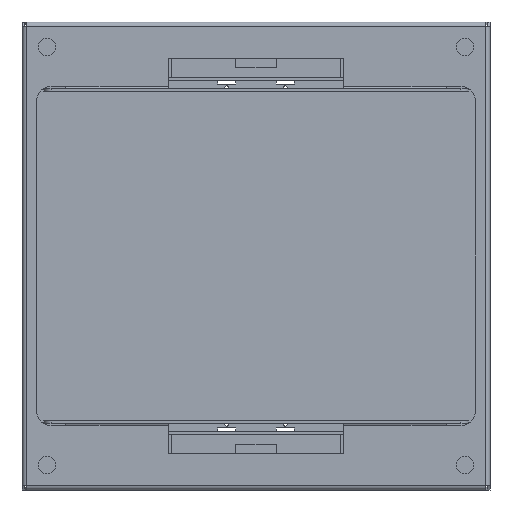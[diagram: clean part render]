
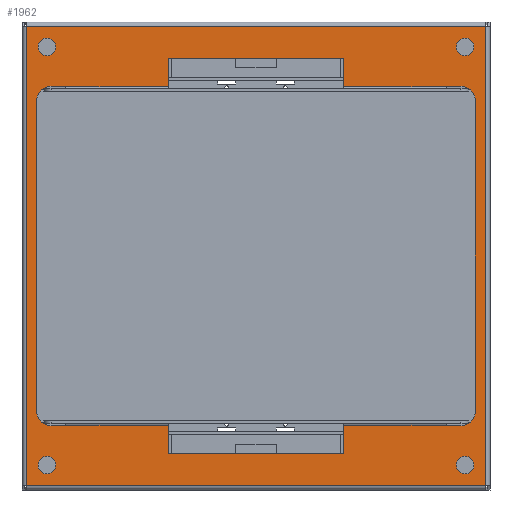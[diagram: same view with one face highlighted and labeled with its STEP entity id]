
A CAD part, front view. The second image highlights one B-rep face of the part: STEP entity #1962.
In plain terms, the highlighted planar face has unit normal (0, -1, 0).
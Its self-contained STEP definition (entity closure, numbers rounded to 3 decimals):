
#369=DIRECTION('',(1.,0.,0.));
#370=VECTOR('',#369,120.);
#371=CARTESIAN_POINT('',(-60.,0.,-135.));
#372=LINE('',#371,#370);
#373=DIRECTION('',(0.,0.,-1.));
#374=VECTOR('',#373,0.3);
#375=CARTESIAN_POINT('',(130.,0.,-115.7));
#376=LINE('',#375,#374);
#377=DIRECTION('',(1.,0.,0.));
#378=VECTOR('',#377,10.);
#379=CARTESIAN_POINT('',(130.,0.,-116.));
#380=LINE('',#379,#378);
#381=CARTESIAN_POINT('',(140.,0.,-106.));
#382=DIRECTION('',(0.,-1.,0.));
#383=DIRECTION('',(0.,0.,-1.));
#384=AXIS2_PLACEMENT_3D('',#381,#382,#383);
#386=CARTESIAN_POINT('',(140.,0.,106.));
#387=DIRECTION('',(0.,-1.,0.));
#388=DIRECTION('',(1.,0.,0.));
#389=AXIS2_PLACEMENT_3D('',#386,#387,#388);
#391=DIRECTION('',(0.,0.,1.));
#392=VECTOR('',#391,19.3);
#393=CARTESIAN_POINT('',(60.,0.,115.7));
#394=LINE('',#393,#392);
#395=DIRECTION('',(-1.,0.,0.));
#396=VECTOR('',#395,120.);
#397=CARTESIAN_POINT('',(60.,0.,135.));
#398=LINE('',#397,#396);
#399=DIRECTION('',(0.,0.,1.));
#400=VECTOR('',#399,0.3);
#401=CARTESIAN_POINT('',(-130.,0.,115.7));
#402=LINE('',#401,#400);
#403=DIRECTION('',(-1.,0.,0.));
#404=VECTOR('',#403,10.);
#405=CARTESIAN_POINT('',(-130.,0.,116.));
#406=LINE('',#405,#404);
#407=CARTESIAN_POINT('',(-140.,0.,106.));
#408=DIRECTION('',(0.,-1.,0.));
#409=DIRECTION('',(0.,0.,1.));
#410=AXIS2_PLACEMENT_3D('',#407,#408,#409);
#412=DIRECTION('',(0.,0.,-1.));
#413=VECTOR('',#412,212.);
#414=CARTESIAN_POINT('',(-150.,0.,106.));
#415=LINE('',#414,#413);
#416=CARTESIAN_POINT('',(-140.,0.,-106.));
#417=DIRECTION('',(0.,-1.,0.));
#418=DIRECTION('',(-1.,0.,0.));
#419=AXIS2_PLACEMENT_3D('',#416,#417,#418);
#421=DIRECTION('',(0.,0.,-1.));
#422=VECTOR('',#421,19.3);
#423=CARTESIAN_POINT('',(-60.,0.,-115.7));
#424=LINE('',#423,#422);
#429=DIRECTION('',(-1.,0.,0.));
#430=VECTOR('',#429,314.);
#431=CARTESIAN_POINT('',(157.,0.,157.));
#432=LINE('',#431,#430);
#577=DIRECTION('',(1.,0.,0.));
#578=VECTOR('',#577,314.);
#579=CARTESIAN_POINT('',(-157.,0.,-157.));
#580=LINE('',#579,#578);
#617=DIRECTION('',(0.,0.,1.));
#618=VECTOR('',#617,314.);
#619=CARTESIAN_POINT('',(157.,0.,-157.));
#620=LINE('',#619,#618);
#833=DIRECTION('',(0.,0.,-1.));
#834=VECTOR('',#833,314.);
#835=CARTESIAN_POINT('',(-157.,0.,157.));
#836=LINE('',#835,#834);
#1073=DIRECTION('',(1.,0.,0.));
#1074=VECTOR('',#1073,70.);
#1075=CARTESIAN_POINT('',(60.,0.,115.7));
#1076=LINE('',#1075,#1074);
#1081=DIRECTION('',(0.,0.,1.));
#1082=VECTOR('',#1081,0.3);
#1083=CARTESIAN_POINT('',(130.,0.,115.7));
#1084=LINE('',#1083,#1082);
#1089=DIRECTION('',(1.,0.,0.));
#1090=VECTOR('',#1089,10.);
#1091=CARTESIAN_POINT('',(130.,0.,116.));
#1092=LINE('',#1091,#1090);
#1101=DIRECTION('',(0.,0.,-1.));
#1102=VECTOR('',#1101,212.);
#1103=CARTESIAN_POINT('',(150.,0.,106.));
#1104=LINE('',#1103,#1102);
#1269=DIRECTION('',(-1.,0.,0.));
#1270=VECTOR('',#1269,70.);
#1271=CARTESIAN_POINT('',(130.,0.,-115.7));
#1272=LINE('',#1271,#1270);
#1277=DIRECTION('',(0.,0.,-1.));
#1278=VECTOR('',#1277,19.3);
#1279=CARTESIAN_POINT('',(60.,0.,-115.7));
#1280=LINE('',#1279,#1278);
#1377=DIRECTION('',(-1.,0.,0.));
#1378=VECTOR('',#1377,70.);
#1379=CARTESIAN_POINT('',(-60.,0.,-115.7));
#1380=LINE('',#1379,#1378);
#1385=DIRECTION('',(0.,0.,-1.));
#1386=VECTOR('',#1385,0.3);
#1387=CARTESIAN_POINT('',(-130.,0.,-115.7));
#1388=LINE('',#1387,#1386);
#1393=DIRECTION('',(-1.,0.,0.));
#1394=VECTOR('',#1393,10.);
#1395=CARTESIAN_POINT('',(-130.,0.,-116.));
#1396=LINE('',#1395,#1394);
#1505=DIRECTION('',(1.,0.,0.));
#1506=VECTOR('',#1505,70.);
#1507=CARTESIAN_POINT('',(-130.,0.,115.7));
#1508=LINE('',#1507,#1506);
#1513=DIRECTION('',(0.,0.,1.));
#1514=VECTOR('',#1513,19.3);
#1515=CARTESIAN_POINT('',(-60.,0.,115.7));
#1516=LINE('',#1515,#1514);
#1561=CARTESIAN_POINT('',(157.,0.,157.));
#1562=CARTESIAN_POINT('',(-157.,0.,157.));
#1563=VERTEX_POINT('',#1561);
#1564=VERTEX_POINT('',#1562);
#1565=CARTESIAN_POINT('',(157.,0.,-157.));
#1566=VERTEX_POINT('',#1565);
#1567=CARTESIAN_POINT('',(-157.,0.,-157.));
#1568=VERTEX_POINT('',#1567);
#1569=CARTESIAN_POINT('',(-60.,0.,-135.));
#1570=CARTESIAN_POINT('',(60.,0.,-135.));
#1571=VERTEX_POINT('',#1569);
#1572=VERTEX_POINT('',#1570);
#1573=CARTESIAN_POINT('',(60.,0.,-115.7));
#1574=VERTEX_POINT('',#1573);
#1575=CARTESIAN_POINT('',(130.,0.,-115.7));
#1576=VERTEX_POINT('',#1575);
#1577=CARTESIAN_POINT('',(130.,0.,-116.));
#1578=VERTEX_POINT('',#1577);
#1579=CARTESIAN_POINT('',(140.,0.,-116.));
#1580=VERTEX_POINT('',#1579);
#1581=CARTESIAN_POINT('',(150.,0.,-106.));
#1582=VERTEX_POINT('',#1581);
#1583=CARTESIAN_POINT('',(150.,0.,106.));
#1584=VERTEX_POINT('',#1583);
#1585=CARTESIAN_POINT('',(140.,0.,116.));
#1586=VERTEX_POINT('',#1585);
#1587=CARTESIAN_POINT('',(130.,0.,116.));
#1588=VERTEX_POINT('',#1587);
#1589=CARTESIAN_POINT('',(130.,0.,115.7));
#1590=VERTEX_POINT('',#1589);
#1591=CARTESIAN_POINT('',(60.,0.,115.7));
#1592=VERTEX_POINT('',#1591);
#1593=CARTESIAN_POINT('',(60.,0.,135.));
#1594=VERTEX_POINT('',#1593);
#1595=CARTESIAN_POINT('',(-60.,0.,135.));
#1596=VERTEX_POINT('',#1595);
#1597=CARTESIAN_POINT('',(-60.,0.,115.7));
#1598=VERTEX_POINT('',#1597);
#1599=CARTESIAN_POINT('',(-130.,0.,115.7));
#1600=VERTEX_POINT('',#1599);
#1601=CARTESIAN_POINT('',(-130.,0.,116.));
#1602=VERTEX_POINT('',#1601);
#1603=CARTESIAN_POINT('',(-140.,0.,116.));
#1604=VERTEX_POINT('',#1603);
#1605=CARTESIAN_POINT('',(-150.,0.,106.));
#1606=VERTEX_POINT('',#1605);
#1607=CARTESIAN_POINT('',(-150.,0.,-106.));
#1608=VERTEX_POINT('',#1607);
#1609=CARTESIAN_POINT('',(-140.,0.,-116.));
#1610=VERTEX_POINT('',#1609);
#1611=CARTESIAN_POINT('',(-130.,0.,-116.));
#1612=VERTEX_POINT('',#1611);
#1613=CARTESIAN_POINT('',(-130.,0.,-115.7));
#1614=VERTEX_POINT('',#1613);
#1615=CARTESIAN_POINT('',(-60.,0.,-115.7));
#1616=VERTEX_POINT('',#1615);
#1897=CARTESIAN_POINT('',(0.,0.,0.));
#1898=DIRECTION('',(0.,1.,0.));
#1899=DIRECTION('',(1.,0.,0.));
#1900=AXIS2_PLACEMENT_3D('',#1897,#1898,#1899);
#1901=PLANE('',#1900);
#1903=ORIENTED_EDGE('',*,*,#1902,.F.);
#1905=ORIENTED_EDGE('',*,*,#1904,.F.);
#1907=ORIENTED_EDGE('',*,*,#1906,.F.);
#1909=ORIENTED_EDGE('',*,*,#1908,.F.);
#1910=EDGE_LOOP('',(#1903,#1905,#1907,#1909));
#1911=FACE_OUTER_BOUND('',#1910,.F.);
#1913=ORIENTED_EDGE('',*,*,#1912,.T.);
#1915=ORIENTED_EDGE('',*,*,#1914,.F.);
#1917=ORIENTED_EDGE('',*,*,#1916,.F.);
#1919=ORIENTED_EDGE('',*,*,#1918,.T.);
#1921=ORIENTED_EDGE('',*,*,#1920,.T.);
#1923=ORIENTED_EDGE('',*,*,#1922,.T.);
#1925=ORIENTED_EDGE('',*,*,#1924,.F.);
#1927=ORIENTED_EDGE('',*,*,#1926,.T.);
#1929=ORIENTED_EDGE('',*,*,#1928,.F.);
#1931=ORIENTED_EDGE('',*,*,#1930,.F.);
#1933=ORIENTED_EDGE('',*,*,#1932,.F.);
#1935=ORIENTED_EDGE('',*,*,#1934,.T.);
#1937=ORIENTED_EDGE('',*,*,#1936,.T.);
#1939=ORIENTED_EDGE('',*,*,#1938,.F.);
#1941=ORIENTED_EDGE('',*,*,#1940,.F.);
#1943=ORIENTED_EDGE('',*,*,#1942,.T.);
#1945=ORIENTED_EDGE('',*,*,#1944,.T.);
#1947=ORIENTED_EDGE('',*,*,#1946,.T.);
#1949=ORIENTED_EDGE('',*,*,#1948,.T.);
#1951=ORIENTED_EDGE('',*,*,#1950,.T.);
#1953=ORIENTED_EDGE('',*,*,#1952,.F.);
#1955=ORIENTED_EDGE('',*,*,#1954,.F.);
#1957=ORIENTED_EDGE('',*,*,#1956,.F.);
#1959=ORIENTED_EDGE('',*,*,#1958,.T.);
#1960=EDGE_LOOP('',(#1913,#1915,#1917,#1919,#1921,#1923,#1925,#1927,#1929,#1931,
#1933,#1935,#1937,#1939,#1941,#1943,#1945,#1947,#1949,#1951,#1953,#1955,#1957,
#1959));
#1961=FACE_BOUND('',#1960,.F.);
#385=CIRCLE('',#384,10.);
#390=CIRCLE('',#389,10.);
#411=CIRCLE('',#410,10.);
#420=CIRCLE('',#419,10.);
#1902=EDGE_CURVE('',#1563,#1564,#432,.T.);
#1904=EDGE_CURVE('',#1566,#1563,#620,.T.);
#1906=EDGE_CURVE('',#1568,#1566,#580,.T.);
#1908=EDGE_CURVE('',#1564,#1568,#836,.T.);
#1912=EDGE_CURVE('',#1571,#1572,#372,.T.);
#1914=EDGE_CURVE('',#1574,#1572,#1280,.T.);
#1916=EDGE_CURVE('',#1576,#1574,#1272,.T.);
#1918=EDGE_CURVE('',#1576,#1578,#376,.T.);
#1920=EDGE_CURVE('',#1578,#1580,#380,.T.);
#1922=EDGE_CURVE('',#1580,#1582,#385,.T.);
#1924=EDGE_CURVE('',#1584,#1582,#1104,.T.);
#1926=EDGE_CURVE('',#1584,#1586,#390,.T.);
#1928=EDGE_CURVE('',#1588,#1586,#1092,.T.);
#1930=EDGE_CURVE('',#1590,#1588,#1084,.T.);
#1932=EDGE_CURVE('',#1592,#1590,#1076,.T.);
#1934=EDGE_CURVE('',#1592,#1594,#394,.T.);
#1936=EDGE_CURVE('',#1594,#1596,#398,.T.);
#1938=EDGE_CURVE('',#1598,#1596,#1516,.T.);
#1940=EDGE_CURVE('',#1600,#1598,#1508,.T.);
#1942=EDGE_CURVE('',#1600,#1602,#402,.T.);
#1944=EDGE_CURVE('',#1602,#1604,#406,.T.);
#1946=EDGE_CURVE('',#1604,#1606,#411,.T.);
#1948=EDGE_CURVE('',#1606,#1608,#415,.T.);
#1950=EDGE_CURVE('',#1608,#1610,#420,.T.);
#1952=EDGE_CURVE('',#1612,#1610,#1396,.T.);
#1954=EDGE_CURVE('',#1614,#1612,#1388,.T.);
#1956=EDGE_CURVE('',#1616,#1614,#1380,.T.);
#1958=EDGE_CURVE('',#1616,#1571,#424,.T.);
#1962=ADVANCED_FACE('',(#1911,#1961),#1901,.F.);
